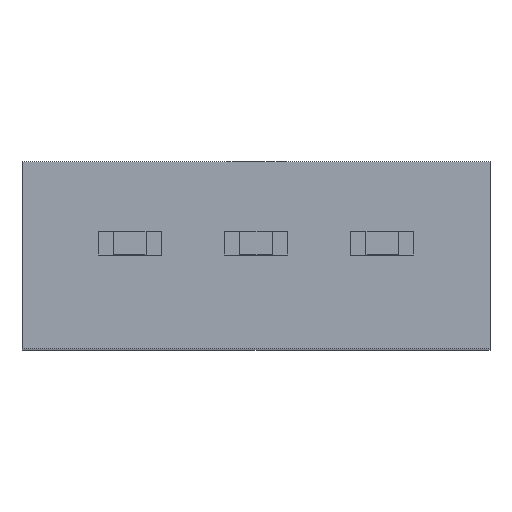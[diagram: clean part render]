
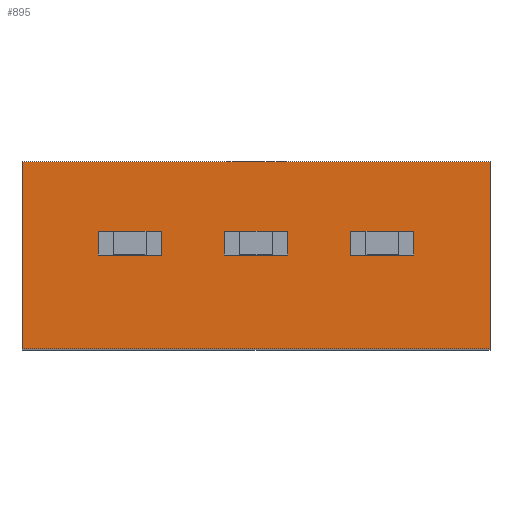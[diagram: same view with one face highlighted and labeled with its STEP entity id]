
A CAD part, top view. The second image highlights one B-rep face of the part: STEP entity #895.
In plain terms, the highlighted planar face has unit normal (0, 0, 1).
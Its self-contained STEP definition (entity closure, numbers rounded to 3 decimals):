
#18=FACE_BOUND('',#167,.T.);
#19=FACE_BOUND('',#168,.T.);
#20=FACE_BOUND('',#169,.T.);
#119=FACE_OUTER_BOUND('',#166,.T.);
#166=EDGE_LOOP('',(#775,#776,#777,#778));
#167=EDGE_LOOP('',(#779,#780,#781,#782));
#168=EDGE_LOOP('',(#783,#784,#785,#786));
#169=EDGE_LOOP('',(#787,#788,#789,#790));
#192=LINE('',#1221,#297);
#201=LINE('',#1239,#306);
#210=LINE('',#1257,#315);
#231=LINE('',#1299,#336);
#233=LINE('',#1303,#338);
#235=LINE('',#1306,#340);
#236=LINE('',#1309,#341);
#238=LINE('',#1313,#343);
#240=LINE('',#1316,#345);
#241=LINE('',#1319,#346);
#243=LINE('',#1323,#348);
#245=LINE('',#1326,#350);
#254=LINE('',#1359,#359);
#261=LINE('',#1374,#366);
#275=LINE('',#1421,#380);
#276=LINE('',#1422,#381);
#297=VECTOR('',#996,10.);
#306=VECTOR('',#1009,10.);
#315=VECTOR('',#1022,10.);
#336=VECTOR('',#1063,10.);
#338=VECTOR('',#1067,10.);
#340=VECTOR('',#1071,10.);
#341=VECTOR('',#1074,10.);
#343=VECTOR('',#1078,10.);
#345=VECTOR('',#1082,10.);
#346=VECTOR('',#1085,10.);
#348=VECTOR('',#1089,10.);
#350=VECTOR('',#1093,10.);
#359=VECTOR('',#1114,10.);
#366=VECTOR('',#1125,10.);
#380=VECTOR('',#1169,10.);
#381=VECTOR('',#1170,10.);
#400=VERTEX_POINT('',#1218);
#401=VERTEX_POINT('',#1220);
#407=VERTEX_POINT('',#1236);
#408=VERTEX_POINT('',#1238);
#414=VERTEX_POINT('',#1254);
#415=VERTEX_POINT('',#1256);
#426=VERTEX_POINT('',#1298);
#427=VERTEX_POINT('',#1302);
#428=VERTEX_POINT('',#1308);
#429=VERTEX_POINT('',#1312);
#430=VERTEX_POINT('',#1318);
#431=VERTEX_POINT('',#1322);
#442=VERTEX_POINT('',#1356);
#443=VERTEX_POINT('',#1358);
#449=VERTEX_POINT('',#1372);
#461=VERTEX_POINT('',#1420);
#480=EDGE_CURVE('',#401,#400,#192,.T.);
#489=EDGE_CURVE('',#408,#407,#201,.T.);
#498=EDGE_CURVE('',#415,#414,#210,.T.);
#519=EDGE_CURVE('',#426,#401,#231,.T.);
#521=EDGE_CURVE('',#400,#427,#233,.T.);
#523=EDGE_CURVE('',#427,#426,#235,.T.);
#524=EDGE_CURVE('',#428,#408,#236,.T.);
#526=EDGE_CURVE('',#407,#429,#238,.T.);
#528=EDGE_CURVE('',#429,#428,#240,.T.);
#529=EDGE_CURVE('',#430,#415,#241,.T.);
#531=EDGE_CURVE('',#414,#431,#243,.T.);
#533=EDGE_CURVE('',#431,#430,#245,.T.);
#546=EDGE_CURVE('',#443,#442,#254,.T.);
#554=EDGE_CURVE('',#449,#442,#261,.T.);
#575=EDGE_CURVE('',#461,#443,#275,.T.);
#576=EDGE_CURVE('',#461,#449,#276,.T.);
#775=ORIENTED_EDGE('',*,*,#575,.T.);
#776=ORIENTED_EDGE('',*,*,#546,.T.);
#777=ORIENTED_EDGE('',*,*,#554,.F.);
#778=ORIENTED_EDGE('',*,*,#576,.F.);
#779=ORIENTED_EDGE('',*,*,#519,.T.);
#780=ORIENTED_EDGE('',*,*,#480,.T.);
#781=ORIENTED_EDGE('',*,*,#521,.T.);
#782=ORIENTED_EDGE('',*,*,#523,.T.);
#783=ORIENTED_EDGE('',*,*,#524,.T.);
#784=ORIENTED_EDGE('',*,*,#489,.T.);
#785=ORIENTED_EDGE('',*,*,#526,.T.);
#786=ORIENTED_EDGE('',*,*,#528,.T.);
#787=ORIENTED_EDGE('',*,*,#529,.T.);
#788=ORIENTED_EDGE('',*,*,#498,.T.);
#789=ORIENTED_EDGE('',*,*,#531,.T.);
#790=ORIENTED_EDGE('',*,*,#533,.T.);
#850=PLANE('',#962);
#895=ADVANCED_FACE('',(#119,#18,#19,#20),#850,.T.);
#962=AXIS2_PLACEMENT_3D('',#1419,#1167,#1168);
#996=DIRECTION('',(1.,0.,0.));
#1009=DIRECTION('',(1.,0.,0.));
#1022=DIRECTION('',(1.,0.,0.));
#1063=DIRECTION('',(0.,1.,0.));
#1067=DIRECTION('',(0.,-1.,0.));
#1071=DIRECTION('',(-1.,0.,0.));
#1074=DIRECTION('',(0.,1.,0.));
#1078=DIRECTION('',(0.,-1.,0.));
#1082=DIRECTION('',(-1.,0.,0.));
#1085=DIRECTION('',(0.,1.,0.));
#1089=DIRECTION('',(0.,-1.,0.));
#1093=DIRECTION('',(-1.,0.,0.));
#1114=DIRECTION('',(0.,1.,0.));
#1125=DIRECTION('',(1.,0.,0.));
#1167=DIRECTION('center_axis',(0.,0.,1.));
#1168=DIRECTION('ref_axis',(1.,0.,0.));
#1169=DIRECTION('',(1.,0.,0.));
#1170=DIRECTION('',(0.,1.,0.));
#1218=CARTESIAN_POINT('',(3.375,2.5,4.4));
#1220=CARTESIAN_POINT('',(2.025,2.5,4.4));
#1221=CARTESIAN_POINT('',(-0.813,2.5,4.4));
#1236=CARTESIAN_POINT('',(0.675,2.5,4.4));
#1238=CARTESIAN_POINT('',(-0.675,2.5,4.4));
#1239=CARTESIAN_POINT('',(-2.163,2.5,4.4));
#1254=CARTESIAN_POINT('',(-2.025,2.5,4.4));
#1256=CARTESIAN_POINT('',(-3.375,2.5,4.4));
#1257=CARTESIAN_POINT('',(-3.513,2.5,4.4));
#1298=CARTESIAN_POINT('',(2.025,2.,4.4));
#1299=CARTESIAN_POINT('',(2.025,1.25,4.4));
#1302=CARTESIAN_POINT('',(3.375,2.,4.4));
#1303=CARTESIAN_POINT('',(3.375,1.,4.4));
#1306=CARTESIAN_POINT('',(-1.488,2.,4.4));
#1308=CARTESIAN_POINT('',(-0.675,2.,4.4));
#1309=CARTESIAN_POINT('',(-0.675,1.25,4.4));
#1312=CARTESIAN_POINT('',(0.675,2.,4.4));
#1313=CARTESIAN_POINT('',(0.675,1.,4.4));
#1316=CARTESIAN_POINT('',(-2.838,2.,4.4));
#1318=CARTESIAN_POINT('',(-3.375,2.,4.4));
#1319=CARTESIAN_POINT('',(-3.375,1.25,4.4));
#1322=CARTESIAN_POINT('',(-2.025,2.,4.4));
#1323=CARTESIAN_POINT('',(-2.025,1.,4.4));
#1326=CARTESIAN_POINT('',(-4.188,2.,4.4));
#1356=CARTESIAN_POINT('',(5.,4.,4.4));
#1358=CARTESIAN_POINT('',(5.,0.,4.4));
#1359=CARTESIAN_POINT('',(5.,0.,4.4));
#1372=CARTESIAN_POINT('',(-5.,4.,4.4));
#1374=CARTESIAN_POINT('',(-5.,4.,4.4));
#1419=CARTESIAN_POINT('Origin',(-5.,0.,4.4));
#1420=CARTESIAN_POINT('',(-5.,0.,4.4));
#1421=CARTESIAN_POINT('',(-5.,0.,4.4));
#1422=CARTESIAN_POINT('',(-5.,0.,4.4));
